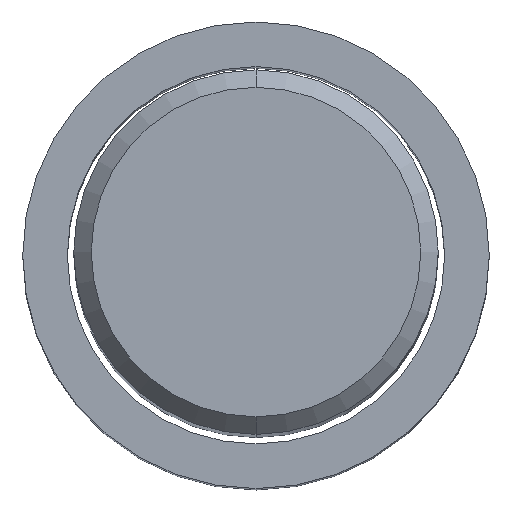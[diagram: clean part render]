
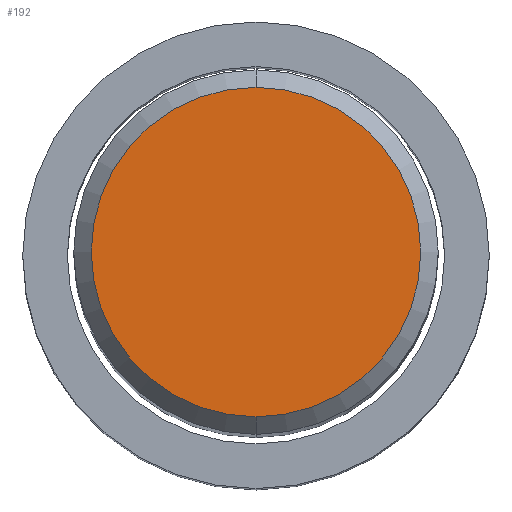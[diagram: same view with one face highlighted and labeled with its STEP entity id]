
A CAD part, top view. The second image highlights one B-rep face of the part: STEP entity #192.
In plain terms, the highlighted planar face has unit normal (0, 0, 1).
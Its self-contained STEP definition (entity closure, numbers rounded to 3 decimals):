
#192=ADVANCED_FACE('',(#489),#490,.T.);
#256=VERTEX_POINT('',#561);
#264=VERTEX_POINT('',#570);
#288=EDGE_CURVE('',#256,#264,#596,.T.);
#326=EDGE_CURVE('',#264,#256,#640,.T.);
#489=FACE_OUTER_BOUND('',#862,.T.);
#490=PLANE('',#863);
#561=CARTESIAN_POINT('',(0.,-5.65,0.0));
#570=CARTESIAN_POINT('',(0.0,5.65,0.0));
#596=CIRCLE('',#1093,5.65);
#640=CIRCLE('',#1186,5.65);
#862=EDGE_LOOP('',(#1466,#1467));
#863=AXIS2_PLACEMENT_3D('',#1468,#1469,#1470);
#1093=AXIS2_PLACEMENT_3D('',#1584,#1585,#1586);
#1186=AXIS2_PLACEMENT_3D('',#1654,#1655,#1656);
#1466=ORIENTED_EDGE('',*,*,#326,.F.);
#1467=ORIENTED_EDGE('',*,*,#288,.F.);
#1468=CARTESIAN_POINT('',(0.0,2.825,0.0));
#1469=DIRECTION('',(-0.0,0.0,1.0));
#1470=DIRECTION('',(0.0,-1.0,0.0));
#1584=CARTESIAN_POINT('',(0.0,0.0,0.0));
#1585=DIRECTION('',(0.0,0.0,-1.0));
#1586=DIRECTION('',(0.0,1.0,0.0));
#1654=CARTESIAN_POINT('',(0.0,0.0,0.0));
#1655=DIRECTION('',(0.0,0.0,-1.0));
#1656=DIRECTION('',(0.0,1.0,0.0));
